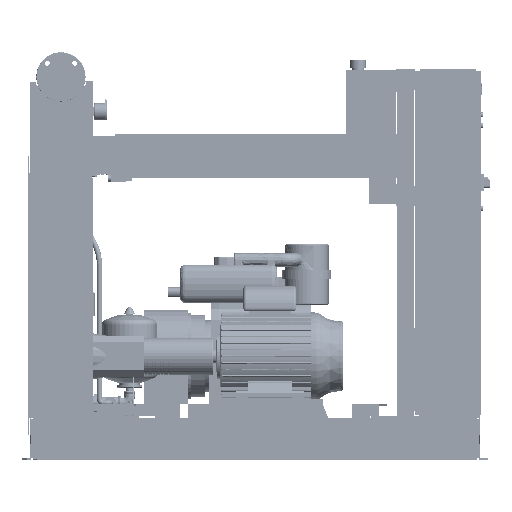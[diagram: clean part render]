
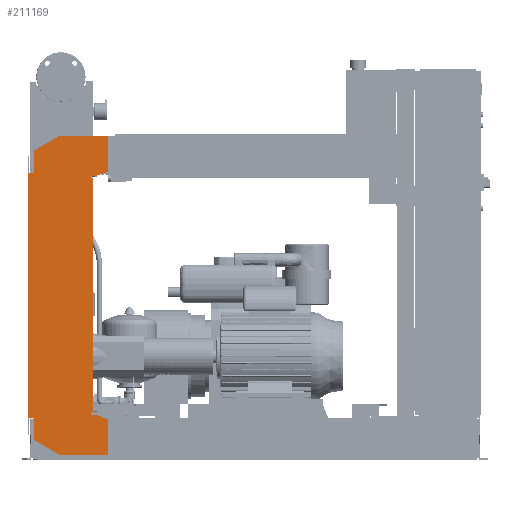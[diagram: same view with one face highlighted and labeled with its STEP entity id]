
A CAD part, front view. The second image highlights one B-rep face of the part: STEP entity #211169.
In plain terms, the highlighted free-form (B-spline) face has degree [1, 1] with [2, 2] control points.
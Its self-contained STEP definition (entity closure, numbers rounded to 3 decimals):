
#210654=CARTESIAN_POINT('',(-102.0,-565.5,1076.0));
#210655=VERTEX_POINT('',#210654);
#210662=CARTESIAN_POINT('',(-102.0,-565.5,1158.574));
#210663=VERTEX_POINT('',#210662);
#210664=CARTESIAN_POINT('',(-102.0,-565.5,1076.0));
#210665=DIRECTION('',(0.0,0.0,1.0));
#210666=VECTOR('',#210665,82.574);
#210667=LINE('',#210664,#210666);
#210668=EDGE_CURVE('',#210655,#210663,#210667,.T.);
#210686=CARTESIAN_POINT('',(-6.,-565.5,1214.0));
#210687=VERTEX_POINT('',#210686);
#210688=CARTESIAN_POINT('',(-102.0,-565.5,1158.574));
#210689=DIRECTION('',(0.866,0.0,0.5));
#210690=VECTOR('',#210689,110.851);
#210691=LINE('',#210688,#210690);
#210692=EDGE_CURVE('',#210663,#210687,#210691,.T.);
#210710=CARTESIAN_POINT('',(177.0,-565.5,1214.0));
#210711=VERTEX_POINT('',#210710);
#210712=CARTESIAN_POINT('',(-6.,-565.5,1214.0));
#210713=DIRECTION('',(1.0,0.0,0.0));
#210714=VECTOR('',#210713,183.0);
#210715=LINE('',#210712,#210714);
#210716=EDGE_CURVE('',#210687,#210711,#210715,.T.);
#210734=CARTESIAN_POINT('',(177.0,-565.5,1080.379));
#210735=VERTEX_POINT('',#210734);
#210736=CARTESIAN_POINT('',(177.0,-565.5,1214.0));
#210737=DIRECTION('',(0.0,0.0,-1.0));
#210738=VECTOR('',#210737,133.621);
#210739=LINE('',#210736,#210738);
#210740=EDGE_CURVE('',#210711,#210735,#210739,.T.);
#210758=CARTESIAN_POINT('',(132.,-565.5,1064.0));
#210759=VERTEX_POINT('',#210758);
#210760=CARTESIAN_POINT('',(177.0,-565.5,1080.379));
#210761=DIRECTION('',(-0.94,0.0,-0.342));
#210762=VECTOR('',#210761,47.888);
#210763=LINE('',#210760,#210762);
#210764=EDGE_CURVE('',#210735,#210759,#210763,.T.);
#210782=CARTESIAN_POINT('',(112.0,-565.5,1064.0));
#210783=VERTEX_POINT('',#210782);
#210784=CARTESIAN_POINT('',(132.,-565.5,1064.0));
#210785=DIRECTION('',(-1.0,0.0,0.0));
#210786=VECTOR('',#210785,20.);
#210787=LINE('',#210784,#210786);
#210788=EDGE_CURVE('',#210759,#210783,#210787,.T.);
#210806=CARTESIAN_POINT('',(112.0,-565.5,1056.0));
#210807=VERTEX_POINT('',#210806);
#210808=CARTESIAN_POINT('',(112.0,-565.5,1064.0));
#210809=DIRECTION('',(0.0,0.0,-1.0));
#210810=VECTOR('',#210809,8.0);
#210811=LINE('',#210808,#210810);
#210812=EDGE_CURVE('',#210783,#210807,#210811,.T.);
#210830=CARTESIAN_POINT('',(120.,-565.5,1056.0));
#210831=VERTEX_POINT('',#210830);
#210832=CARTESIAN_POINT('',(112.0,-565.5,1056.0));
#210833=DIRECTION('',(1.0,0.0,0.0));
#210834=VECTOR('',#210833,8.);
#210835=LINE('',#210832,#210834);
#210836=EDGE_CURVE('',#210807,#210831,#210835,.T.);
#210854=CARTESIAN_POINT('',(120.,-565.5,176.));
#210855=VERTEX_POINT('',#210854);
#210866=CARTESIAN_POINT('',(120.,-565.5,1056.0));
#210867=DIRECTION('',(0.0,0.0,-1.0));
#210868=VECTOR('',#210867,880.);
#210869=LINE('',#210866,#210868);
#210870=EDGE_CURVE('',#210831,#210855,#210869,.T.);
#210884=CARTESIAN_POINT('',(112.,-565.5,176.));
#210885=VERTEX_POINT('',#210884);
#210886=CARTESIAN_POINT('',(120.,-565.5,176.));
#210887=DIRECTION('',(-1.0,0.0,0.0));
#210888=VECTOR('',#210887,8.);
#210889=LINE('',#210886,#210888);
#210890=EDGE_CURVE('',#210855,#210885,#210889,.T.);
#210908=CARTESIAN_POINT('',(112.,-565.5,168.));
#210909=VERTEX_POINT('',#210908);
#210910=CARTESIAN_POINT('',(112.,-565.5,176.));
#210911=DIRECTION('',(0.0,0.0,-1.0));
#210912=VECTOR('',#210911,8.0);
#210913=LINE('',#210910,#210912);
#210914=EDGE_CURVE('',#210885,#210909,#210913,.T.);
#210932=CARTESIAN_POINT('',(132.,-565.5,168.));
#210933=VERTEX_POINT('',#210932);
#210934=CARTESIAN_POINT('',(112.,-565.5,168.));
#210935=DIRECTION('',(1.0,0.0,0.0));
#210936=VECTOR('',#210935,20.0);
#210937=LINE('',#210934,#210936);
#210938=EDGE_CURVE('',#210909,#210933,#210937,.T.);
#210956=CARTESIAN_POINT('',(177.,-565.5,151.621));
#210957=VERTEX_POINT('',#210956);
#210958=CARTESIAN_POINT('',(132.,-565.5,168.));
#210959=DIRECTION('',(0.94,0.0,-0.342));
#210960=VECTOR('',#210959,47.888);
#210961=LINE('',#210958,#210960);
#210962=EDGE_CURVE('',#210933,#210957,#210961,.T.);
#210980=CARTESIAN_POINT('',(177.,-565.5,18.0));
#210981=VERTEX_POINT('',#210980);
#210982=CARTESIAN_POINT('',(177.,-565.5,151.621));
#210983=DIRECTION('',(0.0,0.0,-1.0));
#210984=VECTOR('',#210983,133.621);
#210985=LINE('',#210982,#210984);
#210986=EDGE_CURVE('',#210957,#210981,#210985,.T.);
#211004=CARTESIAN_POINT('',(-4.,-565.5,18.0));
#211005=VERTEX_POINT('',#211004);
#211006=CARTESIAN_POINT('',(177.,-565.5,18.0));
#211007=DIRECTION('',(-1.0,0.0,0.0));
#211008=VECTOR('',#211007,181.);
#211009=LINE('',#211006,#211008);
#211010=EDGE_CURVE('',#210981,#211005,#211009,.T.);
#211028=CARTESIAN_POINT('',(-102.,-565.5,74.58));
#211029=VERTEX_POINT('',#211028);
#211030=CARTESIAN_POINT('',(-4.,-565.5,18.0));
#211031=DIRECTION('',(-0.866,0.0,0.5));
#211032=VECTOR('',#211031,113.161);
#211033=LINE('',#211030,#211032);
#211034=EDGE_CURVE('',#211005,#211029,#211033,.T.);
#211052=CARTESIAN_POINT('',(-102.,-565.5,156.0));
#211053=VERTEX_POINT('',#211052);
#211054=CARTESIAN_POINT('',(-102.,-565.5,74.58));
#211055=DIRECTION('',(0.0,0.0,1.0));
#211056=VECTOR('',#211055,81.42);
#211057=LINE('',#211054,#211056);
#211058=EDGE_CURVE('',#211029,#211053,#211057,.T.);
#211076=CARTESIAN_POINT('',(-122.,-565.5,156.0));
#211077=VERTEX_POINT('',#211076);
#211078=CARTESIAN_POINT('',(-102.,-565.5,156.0));
#211079=DIRECTION('',(-1.0,0.0,0.0));
#211080=VECTOR('',#211079,20.0);
#211081=LINE('',#211078,#211080);
#211082=EDGE_CURVE('',#211053,#211077,#211081,.T.);
#211100=CARTESIAN_POINT('',(-122.0,-565.5,1076.0));
#211101=VERTEX_POINT('',#211100);
#211114=CARTESIAN_POINT('',(-122.,-565.5,156.0));
#211115=DIRECTION('',(0.0,0.0,1.0));
#211116=VECTOR('',#211115,920.0);
#211117=LINE('',#211114,#211116);
#211118=EDGE_CURVE('',#211077,#211101,#211117,.T.);
#211132=CARTESIAN_POINT('',(-122.0,-565.5,1076.0));
#211133=DIRECTION('',(1.0,0.0,0.0));
#211134=VECTOR('',#211133,20.0);
#211135=LINE('',#211132,#211134);
#211136=EDGE_CURVE('',#211101,#210655,#211135,.T.);
#211142=CARTESIAN_POINT('',(-122.,-565.5,18.0));
#211143=CARTESIAN_POINT('',(177.0,-565.5,18.0));
#211144=CARTESIAN_POINT('',(-122.,-565.5,1214.0));
#211145=CARTESIAN_POINT('',(177.0,-565.5,1214.0));
#211146=B_SPLINE_SURFACE_WITH_KNOTS('',1,1,((#211142,#211144),(#211143,#211145)),.UNSPECIFIED.,.F.,.F.,.U.,(2,2),(2,2),(0.0,299.),(0.0,1196.0),.UNSPECIFIED.);
#211147=ORIENTED_EDGE('',*,*,#211136,.F.);
#211148=ORIENTED_EDGE('',*,*,#211118,.F.);
#211149=ORIENTED_EDGE('',*,*,#211082,.F.);
#211150=ORIENTED_EDGE('',*,*,#211058,.F.);
#211151=ORIENTED_EDGE('',*,*,#211034,.F.);
#211152=ORIENTED_EDGE('',*,*,#211010,.F.);
#211153=ORIENTED_EDGE('',*,*,#210986,.F.);
#211154=ORIENTED_EDGE('',*,*,#210962,.F.);
#211155=ORIENTED_EDGE('',*,*,#210938,.F.);
#211156=ORIENTED_EDGE('',*,*,#210914,.F.);
#211157=ORIENTED_EDGE('',*,*,#210890,.F.);
#211158=ORIENTED_EDGE('',*,*,#210870,.F.);
#211159=ORIENTED_EDGE('',*,*,#210836,.F.);
#211160=ORIENTED_EDGE('',*,*,#210812,.F.);
#211161=ORIENTED_EDGE('',*,*,#210788,.F.);
#211162=ORIENTED_EDGE('',*,*,#210764,.F.);
#211163=ORIENTED_EDGE('',*,*,#210740,.F.);
#211164=ORIENTED_EDGE('',*,*,#210716,.F.);
#211165=ORIENTED_EDGE('',*,*,#210692,.F.);
#211166=ORIENTED_EDGE('',*,*,#210668,.F.);
#211167=EDGE_LOOP('',(#211147,#211148,#211149,#211150,#211151,#211152,#211153,#211154,#211155,#211156,#211157,#211158,#211159,#211160,#211161,#211162,#211163,#211164,#211165,#211166));
#211168=FACE_OUTER_BOUND('',#211167,.T.);
#211169=ADVANCED_FACE('',(#211168),#211146,.T.);
